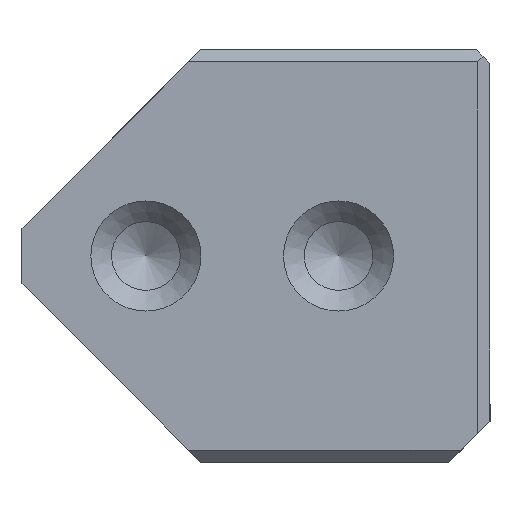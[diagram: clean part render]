
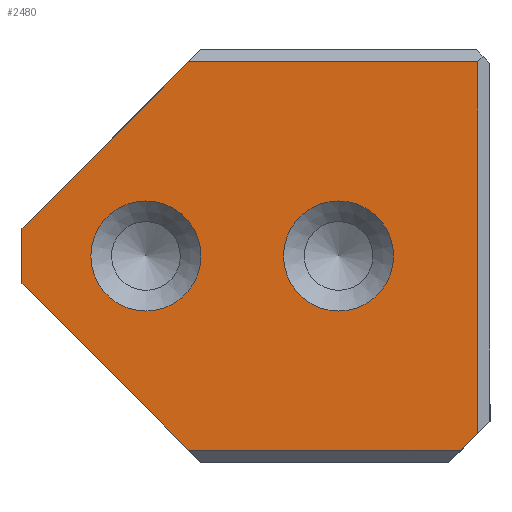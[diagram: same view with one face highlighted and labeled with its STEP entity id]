
A CAD part, left-side view. The second image highlights one B-rep face of the part: STEP entity #2480.
In plain terms, the highlighted planar face has unit normal (-1, 0, 0).
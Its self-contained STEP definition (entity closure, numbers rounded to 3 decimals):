
#2480=ADVANCED_FACE('',(#3450,#3451,#3452),#2882,.T.);
#2882=PLANE('',#8960);
#3129=CIRCLE('',#8958,2.);
#3130=CIRCLE('',#8959,2.);
#3450=FACE_BOUND('',#3727,.T.);
#3451=FACE_BOUND('',#3728,.T.);
#3452=FACE_BOUND('',#3729,.T.);
#3727=EDGE_LOOP('',(#4500));
#3728=EDGE_LOOP('',(#4501));
#3729=EDGE_LOOP('',(#4502,#4503,#4504,#4505,#4506,#4507,#4508));
#4500=ORIENTED_EDGE('',*,*,#7006,.T.);
#4501=ORIENTED_EDGE('',*,*,#7007,.T.);
#4502=ORIENTED_EDGE('',*,*,#7008,.T.);
#4503=ORIENTED_EDGE('',*,*,#7009,.T.);
#4504=ORIENTED_EDGE('',*,*,#7010,.T.);
#4505=ORIENTED_EDGE('',*,*,#7011,.F.);
#4506=ORIENTED_EDGE('',*,*,#7012,.T.);
#4507=ORIENTED_EDGE('',*,*,#7013,.T.);
#4508=ORIENTED_EDGE('',*,*,#7014,.T.);
#6348=VERTEX_POINT('',#11593);
#6349=VERTEX_POINT('',#11595);
#6350=VERTEX_POINT('',#11597);
#6351=VERTEX_POINT('',#11598);
#6352=VERTEX_POINT('',#11600);
#6353=VERTEX_POINT('',#11602);
#6354=VERTEX_POINT('',#11604);
#6355=VERTEX_POINT('',#11606);
#6356=VERTEX_POINT('',#11608);
#7006=EDGE_CURVE('',#6348,#6348,#3129,.T.);
#7007=EDGE_CURVE('',#6349,#6349,#3130,.T.);
#7008=EDGE_CURVE('',#6350,#6351,#7837,.T.);
#7009=EDGE_CURVE('',#6351,#6352,#7838,.T.);
#7010=EDGE_CURVE('',#6352,#6353,#7839,.T.);
#7011=EDGE_CURVE('',#6354,#6353,#7840,.T.);
#7012=EDGE_CURVE('',#6354,#6355,#7841,.T.);
#7013=EDGE_CURVE('',#6355,#6356,#7842,.T.);
#7014=EDGE_CURVE('',#6356,#6350,#7843,.T.);
#7837=LINE('',#11596,#8467);
#7838=LINE('',#11599,#8468);
#7839=LINE('',#11601,#8469);
#7840=LINE('',#11603,#8470);
#7841=LINE('',#11605,#8471);
#7842=LINE('',#11607,#8472);
#7843=LINE('',#11609,#8473);
#8467=VECTOR('',#9568,1.);
#8468=VECTOR('',#9569,1.);
#8469=VECTOR('',#9570,1.);
#8470=VECTOR('',#9571,1.);
#8471=VECTOR('',#9572,1.);
#8472=VECTOR('',#9573,1.);
#8473=VECTOR('',#9574,1.);
#8958=AXIS2_PLACEMENT_3D('',#11592,#9564,#9565);
#8959=AXIS2_PLACEMENT_3D('',#11594,#9566,#9567);
#8960=AXIS2_PLACEMENT_3D('',#11610,#9575,#9576);
#9564=DIRECTION('',(1.,0.,0.));
#9565=DIRECTION('',(0.,0.,-1.));
#9566=DIRECTION('',(1.,0.,0.));
#9567=DIRECTION('',(0.,0.,-1.));
#9568=DIRECTION('',(0.,0.,1.));
#9569=DIRECTION('',(0.,1.,0.));
#9570=DIRECTION('',(0.,0.707,-0.707));
#9571=DIRECTION('',(0.,0.,1.));
#9572=DIRECTION('',(0.,-0.707,-0.707));
#9573=DIRECTION('',(0.,-1.,0.));
#9574=DIRECTION('',(0.,-0.707,0.707));
#9575=DIRECTION('',(-1.,0.,0.));
#9576=DIRECTION('',(0.,0.,-1.));
#11592=CARTESIAN_POINT('',(0.,12.5,7.5));
#11593=CARTESIAN_POINT('',(0.,12.5,5.5));
#11594=CARTESIAN_POINT('',(0.,5.5,7.5));
#11595=CARTESIAN_POINT('',(0.,5.5,5.5));
#11596=CARTESIAN_POINT('',(0.,0.45,0.));
#11597=CARTESIAN_POINT('',(0.,0.45,1.05));
#11598=CARTESIAN_POINT('',(0.,0.45,14.55));
#11599=CARTESIAN_POINT('',(0.,8.5,14.55));
#11600=CARTESIAN_POINT('',(0.,10.95,14.55));
#11601=CARTESIAN_POINT('',(0.,3.858,21.642));
#11602=CARTESIAN_POINT('',(0.,17.,8.5));
#11603=CARTESIAN_POINT('',(0.,17.,0.));
#11604=CARTESIAN_POINT('',(0.,17.,6.5));
#11605=CARTESIAN_POINT('',(0.,18.,7.5));
#11606=CARTESIAN_POINT('',(0.,10.95,0.45));
#11607=CARTESIAN_POINT('',(0.,8.5,0.45));
#11608=CARTESIAN_POINT('',(0.,1.05,0.45));
#11609=CARTESIAN_POINT('',(0.,5.,-3.5));
#11610=CARTESIAN_POINT('',(0.,8.5,0.));
